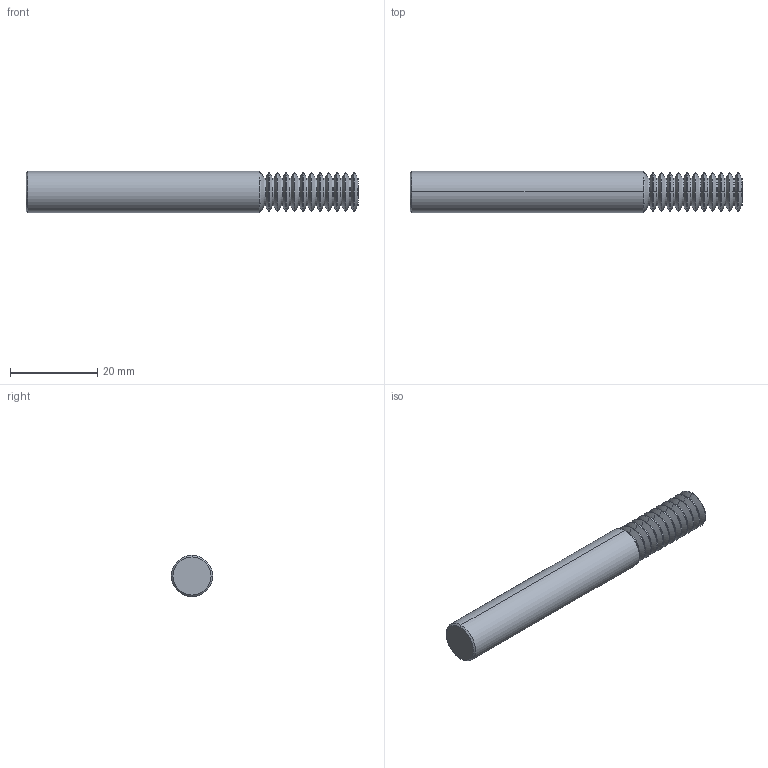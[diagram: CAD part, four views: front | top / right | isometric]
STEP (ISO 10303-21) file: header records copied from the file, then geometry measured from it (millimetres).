
FILE_DESCRIPTION (( 'STEP AP203' ), '1' );
FILE_NAME ('TMI350-13H.STEP', '2021-09-16T18:24:59', ( '' ), ( '' ), 'SwSTEP 2.0', 'SolidWorks 2020', '' );
FILE_SCHEMA (( 'CONFIG_CONTROL_DESIGN' ));
Length unit declared in the file: inch
Products named in the file (1): TMI350-13H
Bounding box: 76.2 x 9.52 x 9.52 mm (x, y, z)
Volume: 4832.9 mm3; surface area: 2634.6 mm2
Topology: 1 solids, 1 shells, 102 faces, 202 edges, 102 vertices
Faces by surface type: cylinder 50, cone 50, plane 2
Entity records: 2623 total; most frequent: DIRECTION 510, CARTESIAN_POINT 407, ORIENTED_EDGE 404, AXIS2_PLACEMENT_3D 205, EDGE_CURVE 202, VERTEX_POINT 102, CIRCLE 102, EDGE_LOOP 102
